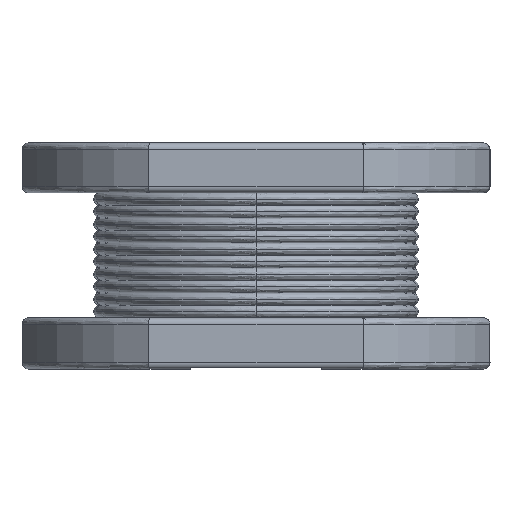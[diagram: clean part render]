
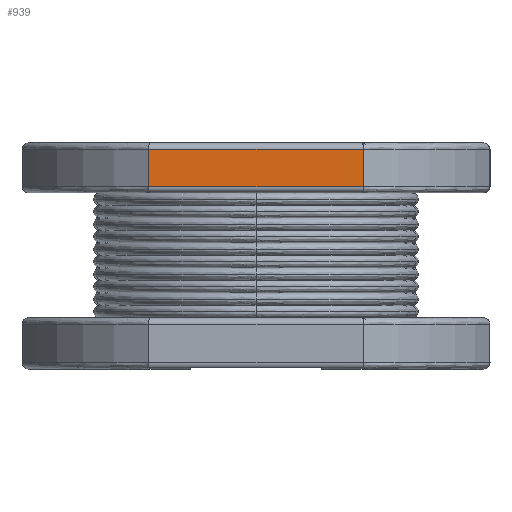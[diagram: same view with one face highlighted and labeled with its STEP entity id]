
A CAD part, left-side view. The second image highlights one B-rep face of the part: STEP entity #939.
In plain terms, the highlighted planar face has unit normal (-1, 0, 0).
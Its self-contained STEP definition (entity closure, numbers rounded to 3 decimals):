
#59 = FACE_OUTER_BOUND ( 'NONE', #9892, .T. ) ;
#88 = CARTESIAN_POINT ( 'NONE',  ( -3.5, -1.72, 2.9 ) ) ;
#102 = DIRECTION ( 'NONE',  ( 0., 0., -1. ) ) ;
#767 = VERTEX_POINT ( 'NONE', #4966 ) ;
#837 = DIRECTION ( 'NONE',  ( 0., -1., 0. ) ) ;
#842 = CARTESIAN_POINT ( 'NONE',  ( -3.5, 1.72, 2.8 ) ) ;
#939 = ADVANCED_FACE ( 'NONE', ( #59 ), #3804, .T. ) ;
#1228 = DIRECTION ( 'NONE',  ( 0., -1., 0. ) ) ;
#1485 = ORIENTED_EDGE ( 'NONE', *, *, #10004, .F. ) ;
#1794 = LINE ( 'NONE', #7438, #3609 ) ;
#2315 = EDGE_CURVE ( 'NONE', #4460, #767, #4058, .T. ) ;
#2651 = VECTOR ( 'NONE', #102, 1000. ) ;
#3121 = VERTEX_POINT ( 'NONE', #88 ) ;
#3573 = DIRECTION ( 'NONE',  ( 0., 0., -1. ) ) ;
#3609 = VECTOR ( 'NONE', #3573, 1000. ) ;
#3804 = PLANE ( 'NONE',  #8524 ) ;
#3845 = DIRECTION ( 'NONE',  ( -1., 0., 0. ) ) ;
#3906 = ORIENTED_EDGE ( 'NONE', *, *, #9460, .T. ) ;
#4058 = LINE ( 'NONE', #5898, #10019 ) ;
#4460 = VERTEX_POINT ( 'NONE', #9941 ) ;
#4966 = CARTESIAN_POINT ( 'NONE',  ( -3.5, -1.72, 3.5 ) ) ;
#5341 = EDGE_CURVE ( 'NONE', #8176, #3121, #7002, .T. ) ;
#5615 = CARTESIAN_POINT ( 'NONE',  ( -3.5, 1.72, 2.9 ) ) ;
#5898 = CARTESIAN_POINT ( 'NONE',  ( -3.5, 13.606, 3.5 ) ) ;
#6804 = LINE ( 'NONE', #842, #2651 ) ;
#6964 = ORIENTED_EDGE ( 'NONE', *, *, #2315, .F. ) ;
#7002 = LINE ( 'NONE', #7796, #8816 ) ;
#7438 = CARTESIAN_POINT ( 'NONE',  ( -3.5, -1.72, 2.8 ) ) ;
#7796 = CARTESIAN_POINT ( 'NONE',  ( -3.5, 1.72, 2.9 ) ) ;
#8176 = VERTEX_POINT ( 'NONE', #5615 ) ;
#8497 = CARTESIAN_POINT ( 'NONE',  ( -3.5, 1.72, 2.8 ) ) ;
#8524 = AXIS2_PLACEMENT_3D ( 'NONE', #8497, #3845, #9285 ) ;
#8816 = VECTOR ( 'NONE', #837, 1000. ) ;
#8825 = ORIENTED_EDGE ( 'NONE', *, *, #5341, .T. ) ;
#9285 = DIRECTION ( 'NONE',  ( 0., 0., 1. ) ) ;
#9460 = EDGE_CURVE ( 'NONE', #4460, #8176, #6804, .T. ) ;
#9892 = EDGE_LOOP ( 'NONE', ( #3906, #8825, #1485, #6964 ) ) ;
#9941 = CARTESIAN_POINT ( 'NONE',  ( -3.5, 1.72, 3.5 ) ) ;
#10004 = EDGE_CURVE ( 'NONE', #767, #3121, #1794, .T. ) ;
#10019 = VECTOR ( 'NONE', #1228, 1000. ) ;
